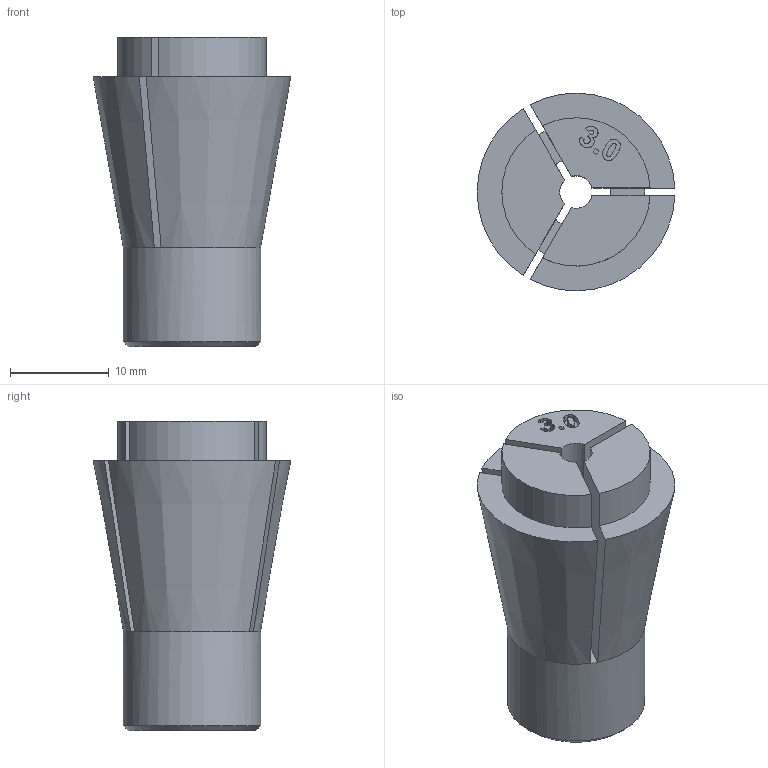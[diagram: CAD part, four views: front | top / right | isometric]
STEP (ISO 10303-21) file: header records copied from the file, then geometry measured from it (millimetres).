
FILE_DESCRIPTION(('FreeCAD Model'),'2;1');
FILE_NAME('Open CASCADE Shape Model','2024-03-30T09:17:07',(''),(''), 'Open CASCADE STEP processor 7.6','FreeCAD','Unknown');
FILE_SCHEMA(('AUTOMOTIVE_DESIGN { 1 0 10303 214 1 1 1 1 }'));
Length unit declared in the file: millimetre
Products named in the file (1): Collet_d=3.0
Bounding box: 19.99 x 20 x 31.3 mm (x, y, z)
Volume: 5232.1 mm3; surface area: 3164.4 mm2
Topology: 1 solids, 1 shells, 88 faces, 243 edges, 160 vertices
Faces by surface type: extrusion 45, plane 27, cylinder 8, cone 8
Full cylindrical faces by diameter (mm): 7 x1, 13.9 x1
Entity records: 2952 total; most frequent: CARTESIAN_POINT 821, ORIENTED_EDGE 486, DIRECTION 327, EDGE_CURVE 243, VERTEX_POINT 160, VECTOR 151, B_SPLINE_CURVE_WITH_KNOTS 138, LINE 106
